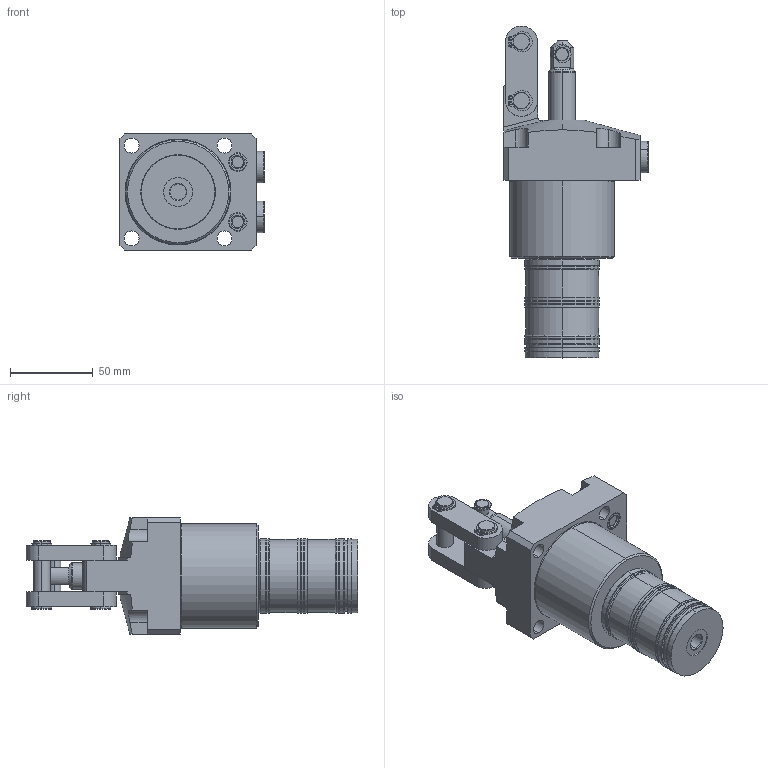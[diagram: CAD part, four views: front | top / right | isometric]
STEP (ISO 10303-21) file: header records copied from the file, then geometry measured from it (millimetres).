
FILE_DESCRIPTION (( 'STEP AP203' ), '1' );
FILE_NAME ('CLU10-FA.step', '2014-10-06T05:21:52', ( 'pascal' ), ( 'Hewlett-Packard Company' ), 'SwSTEP 2.0', 'SolidWorks 2012', '' );
FILE_SCHEMA (( 'CONFIG_CONTROL_DESIGN' ));
Length unit declared in the file: millimetre
Products named in the file (5): CLU10-FA_BODY; CLU10-A_ROD; CLU10-A_LINK; CLU10-A_PLUG; CLU10-FA
Assembly tree (5 placements, depth 2):
  CLU10-FA
    CLU10-FA_BODY
    CLU10-A_ROD
    CLU10-A_LINK
    CLU10-A_PLUG  x2
Bounding box: 86.8 x 200 x 70 mm (x, y, z)
Volume: 441148.5 mm3; surface area: 60618.5 mm2
Topology: 5 solids, 7 shells, 353 faces, 809 edges, 512 vertices
Faces by surface type: cylinder 150, plane 128, torus 46, cone 29
Entity records: 10390 total; most frequent: CARTESIAN_POINT 2012, DIRECTION 1791, ORIENTED_EDGE 1526, EDGE_CURVE 763, AXIS2_PLACEMENT_3D 731, VERTEX_POINT 484, CIRCLE 392, EDGE_LOOP 391
